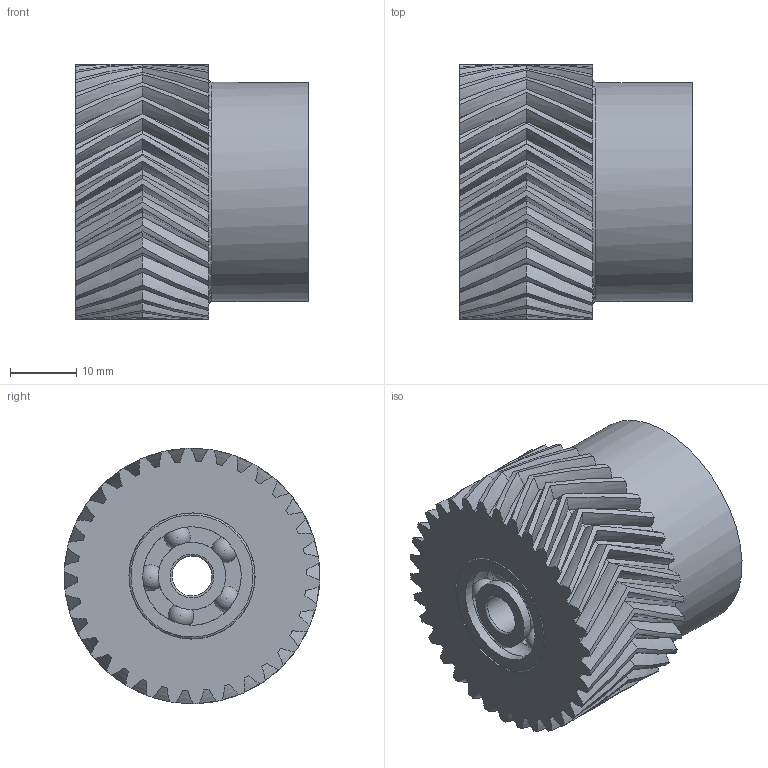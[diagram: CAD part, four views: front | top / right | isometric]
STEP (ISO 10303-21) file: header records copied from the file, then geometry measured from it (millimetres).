
FILE_DESCRIPTION(/* description */ (''),/* implementation_level */ '2;1');
FILE_NAME(/* name */ '',/* time_stamp */ '2025-10-10T19:18:28+03:00',/* author */ ('Phantom'),/* organization */ (''),/* preprocessor_version */ 'ST-DEVELOPER v20',/* originating_system */ 'Autodesk Inventor 2025',/* authorisation */ '');
FILE_SCHEMA (('AUTOMOTIVE_DESIGN { 1 0 10303 214 3 1 1 }'));
Length unit declared in the file: millimetre
Products named in the file (1): шеврон втулка 
25-26
Bounding box: 35 x 38.44 x 38.46 mm (x, y, z)
Volume: 30133.7 mm3; surface area: 10911.7 mm2
Topology: 1 solids, 2 shells, 313 faces, 850 edges, 544 vertices
Faces by surface type: bspline 204, cylinder 48, plane 41, torus 15, sphere 5
Full cylindrical faces by diameter (mm): 4.4 x4, 6 x1, 7.5 x1, 10.16 x2, 14.84 x2, 15 x1, 19 x2, 33 x1
Entity records: 13228 total; most frequent: CARTESIAN_POINT 6660, ORIENTED_EDGE 1680, EDGE_CURVE 840, DIRECTION 618, B_SPLINE_CURVE_WITH_KNOTS 598, VERTEX_POINT 544, EDGE_LOOP 340, FACE_OUTER_BOUND 313
